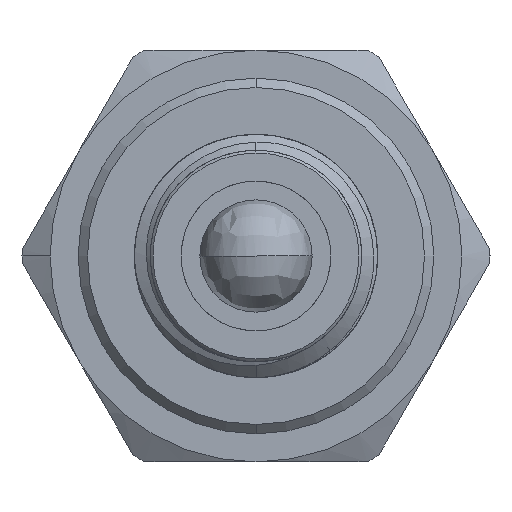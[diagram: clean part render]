
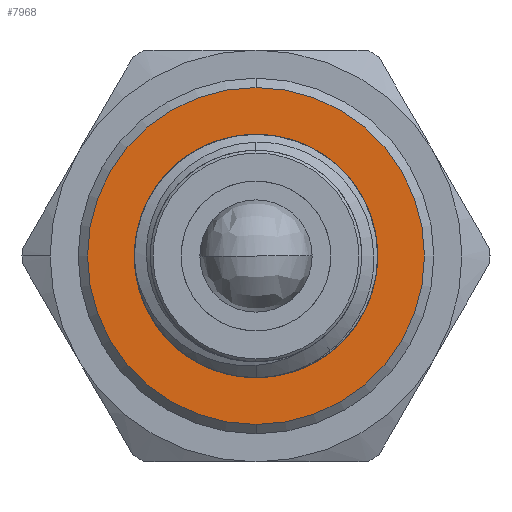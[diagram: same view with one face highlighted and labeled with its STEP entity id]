
A CAD part, front view. The second image highlights one B-rep face of the part: STEP entity #7968.
In plain terms, the highlighted planar face has unit normal (0, -1, 0).
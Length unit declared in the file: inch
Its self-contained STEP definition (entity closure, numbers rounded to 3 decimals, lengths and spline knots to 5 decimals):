
#256 = AXIS2_PLACEMENT_3D ( 'NONE', #8581, #734, #4236 ) ;
#610 = DIRECTION ( 'NONE',  ( 0., 0., -1. ) ) ;
#619 = EDGE_LOOP ( 'NONE', ( #7877, #9071 ) ) ;
#734 = DIRECTION ( 'NONE',  ( 0., 1., 0. ) ) ;
#815 = AXIS2_PLACEMENT_3D ( 'NONE', #8430, #6724, #6669 ) ;
#2000 = DIRECTION ( 'NONE',  ( 0., 1., 0. ) ) ;
#2459 = CARTESIAN_POINT ( 'NONE',  ( 0., -0.23622, -0.35433 ) ) ;
#2647 = CARTESIAN_POINT ( 'NONE',  ( 0., -0.23622, 0. ) ) ;
#2702 = PLANE ( 'NONE',  #9575 ) ;
#2745 = CARTESIAN_POINT ( 'NONE',  ( 0., -0.23622, 0. ) ) ;
#2789 = EDGE_CURVE ( 'NONE', #9837, #7468, #6123, .T. ) ;
#2826 = DIRECTION ( 'NONE',  ( 0., 0., 1. ) ) ;
#2962 = CARTESIAN_POINT ( 'NONE',  ( 0., -0.23622, 0.21654 ) ) ;
#2978 = ORIENTED_EDGE ( 'NONE', *, *, #3277, .F. ) ;
#3165 = VERTEX_POINT ( 'NONE', #2459 ) ;
#3277 = EDGE_CURVE ( 'NONE', #5842, #3165, #4472, .T. ) ;
#4236 = DIRECTION ( 'NONE',  ( 0., 0., 1. ) ) ;
#4472 = CIRCLE ( 'NONE', #5839, 0.35433 ) ;
#4638 = EDGE_LOOP ( 'NONE', ( #2978, #8631 ) ) ;
#4645 = CIRCLE ( 'NONE', #256, 0.35433 ) ;
#5576 = AXIS2_PLACEMENT_3D ( 'NONE', #2745, #2000, #610 ) ;
#5635 = CARTESIAN_POINT ( 'NONE',  ( 0., -0.23622, 0.35433 ) ) ;
#5839 = AXIS2_PLACEMENT_3D ( 'NONE', #8946, #7293, #2826 ) ;
#5842 = VERTEX_POINT ( 'NONE', #5635 ) ;
#5956 = EDGE_CURVE ( 'NONE', #3165, #5842, #4645, .T. ) ;
#6123 = CIRCLE ( 'NONE', #815, 0.21654 ) ;
#6152 = DIRECTION ( 'NONE',  ( 0., -1., 0. ) ) ;
#6669 = DIRECTION ( 'NONE',  ( 0., 0., -1. ) ) ;
#6724 = DIRECTION ( 'NONE',  ( 0., 1., 0. ) ) ;
#7293 = DIRECTION ( 'NONE',  ( 0., 1., 0. ) ) ;
#7346 = EDGE_CURVE ( 'NONE', #7468, #9837, #11214, .T. ) ;
#7468 = VERTEX_POINT ( 'NONE', #11079 ) ;
#7877 = ORIENTED_EDGE ( 'NONE', *, *, #7346, .T. ) ;
#7968 = ADVANCED_FACE ( 'NONE', ( #9895, #10809 ), #2702, .T. ) ;
#8430 = CARTESIAN_POINT ( 'NONE',  ( 0., -0.23622, 0. ) ) ;
#8581 = CARTESIAN_POINT ( 'NONE',  ( 0., -0.23622, 0. ) ) ;
#8631 = ORIENTED_EDGE ( 'NONE', *, *, #5956, .F. ) ;
#8946 = CARTESIAN_POINT ( 'NONE',  ( 0., -0.23622, 0. ) ) ;
#9071 = ORIENTED_EDGE ( 'NONE', *, *, #2789, .T. ) ;
#9575 = AXIS2_PLACEMENT_3D ( 'NONE', #2647, #6152, #10862 ) ;
#9837 = VERTEX_POINT ( 'NONE', #2962 ) ;
#9895 = FACE_BOUND ( 'NONE', #619, .T. ) ;
#10809 = FACE_OUTER_BOUND ( 'NONE', #4638, .T. ) ;
#10862 = DIRECTION ( 'NONE',  ( 0., 0., -1. ) ) ;
#11079 = CARTESIAN_POINT ( 'NONE',  ( 0., -0.23622, -0.21654 ) ) ;
#11214 = CIRCLE ( 'NONE', #5576, 0.21654 ) ;
